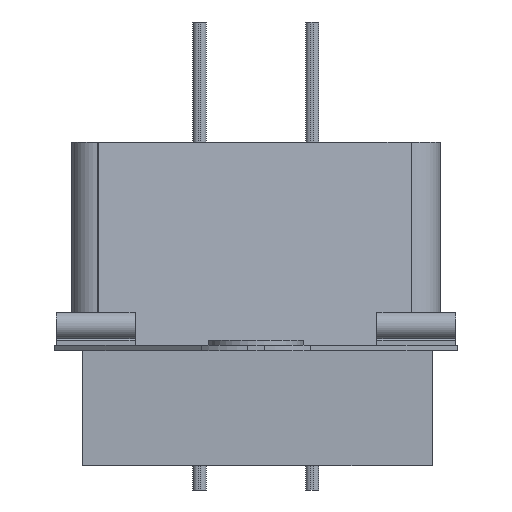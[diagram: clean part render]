
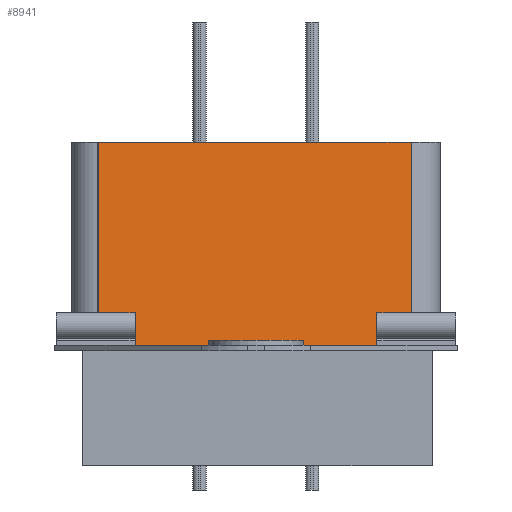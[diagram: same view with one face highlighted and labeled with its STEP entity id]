
A CAD part, left-side view. The second image highlights one B-rep face of the part: STEP entity #8941.
In plain terms, the highlighted planar face has unit normal (-0.988, -0.152, 0).
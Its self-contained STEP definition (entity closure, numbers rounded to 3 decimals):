
#8417 = VERTEX_POINT('',#8418);
#8418 = CARTESIAN_POINT('',(-28.77,-5.898,1.));
#8425 = EDGE_CURVE('',#8417,#8426,#8428,.T.);
#8426 = VERTEX_POINT('',#8427);
#8427 = CARTESIAN_POINT('',(-30.6,6.,1.));
#8428 = LINE('',#8429,#8430);
#8429 = CARTESIAN_POINT('',(-29.182,-3.215,1.));
#8430 = VECTOR('',#8431,1.);
#8431 = DIRECTION('',(-0.152,0.988,0.));
#8899 = VERTEX_POINT('',#8900);
#8900 = CARTESIAN_POINT('',(-28.77,-5.898,8.73));
#8907 = EDGE_CURVE('',#8417,#8899,#8908,.T.);
#8908 = LINE('',#8909,#8910);
#8909 = CARTESIAN_POINT('',(-28.77,-5.898,1.));
#8910 = VECTOR('',#8911,1.);
#8911 = DIRECTION('',(0.,0.,1.));
#8941 = ADVANCED_FACE('',(#8942),#8960,.T.);
#8942 = FACE_BOUND('',#8943,.T.);
#8943 = EDGE_LOOP('',(#8944,#8945,#8946,#8954));
#8944 = ORIENTED_EDGE('',*,*,#8425,.F.);
#8945 = ORIENTED_EDGE('',*,*,#8907,.T.);
#8946 = ORIENTED_EDGE('',*,*,#8947,.T.);
#8947 = EDGE_CURVE('',#8899,#8948,#8950,.T.);
#8948 = VERTEX_POINT('',#8949);
#8949 = CARTESIAN_POINT('',(-30.6,6.,8.73));
#8950 = LINE('',#8951,#8952);
#8951 = CARTESIAN_POINT('',(-29.123,-3.6,8.73));
#8952 = VECTOR('',#8953,1.);
#8953 = DIRECTION('',(-0.152,0.988,0.));
#8954 = ORIENTED_EDGE('',*,*,#8955,.F.);
#8955 = EDGE_CURVE('',#8426,#8948,#8956,.T.);
#8956 = LINE('',#8957,#8958);
#8957 = CARTESIAN_POINT('',(-30.6,6.,1.));
#8958 = VECTOR('',#8959,1.);
#8959 = DIRECTION('',(0.,0.,1.));
#8960 = PLANE('',#8961);
#8961 = AXIS2_PLACEMENT_3D('',#8962,#8963,#8964);
#8962 = CARTESIAN_POINT('',(-29.6,-0.5,1.));
#8963 = DIRECTION('',(-0.988,-0.152,0.));
#8964 = DIRECTION('',(0.,0.,1.));
